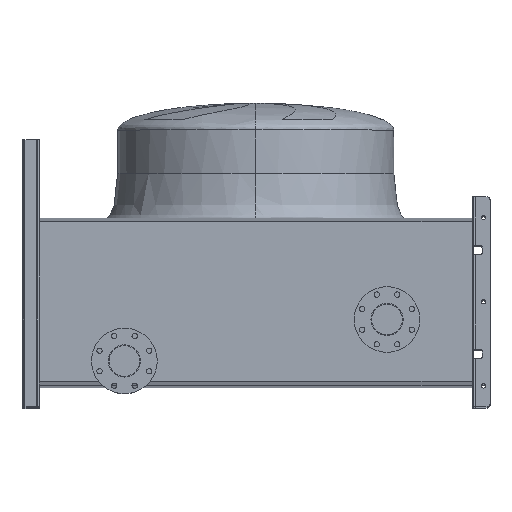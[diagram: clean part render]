
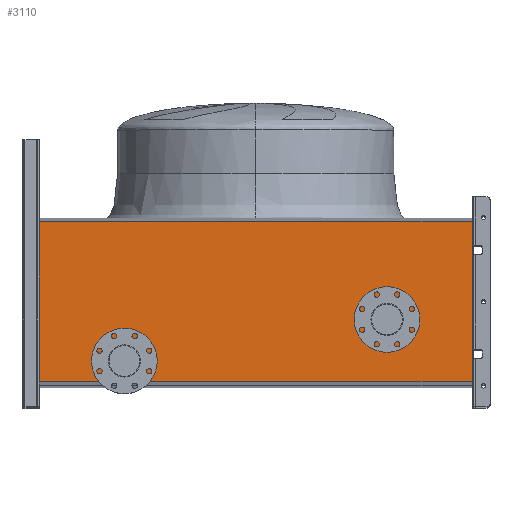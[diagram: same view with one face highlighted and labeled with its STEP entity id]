
A CAD part, top view. The second image highlights one B-rep face of the part: STEP entity #3110.
In plain terms, the highlighted planar face has unit normal (0, 0, 1).
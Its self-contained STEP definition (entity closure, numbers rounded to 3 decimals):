
#85 = CARTESIAN_POINT ( 'NONE',  ( 725., 12.578, 240. ) ) ;
#141 = EDGE_LOOP ( 'NONE', ( #9600, #1768, #12614, #245 ) ) ;
#245 = ORIENTED_EDGE ( 'NONE', *, *, #7960, .F. ) ;
#688 = DIRECTION ( 'NONE',  ( 0., 0., -1. ) ) ;
#689 = VECTOR ( 'NONE', #7849, 1000. ) ;
#832 = EDGE_CURVE ( 'NONE', #12098, #3983, #2253, .T. ) ;
#929 = DIRECTION ( 'NONE',  ( -1., 0., 0. ) ) ;
#1063 = FACE_BOUND ( 'NONE', #10538, .T. ) ;
#1174 = CARTESIAN_POINT ( 'NONE',  ( 440., 220., 240. ) ) ;
#1284 = LINE ( 'NONE', #4733, #689 ) ;
#1314 = LINE ( 'NONE', #85, #8786 ) ;
#1649 = EDGE_CURVE ( 'NONE', #7800, #14339, #1314, .T. ) ;
#1768 = ORIENTED_EDGE ( 'NONE', *, *, #12611, .T. ) ;
#1907 = CARTESIAN_POINT ( 'NONE',  ( -725., 12.578, 240. ) ) ;
#2107 = CARTESIAN_POINT ( 'NONE',  ( -440., 135., 240. ) ) ;
#2253 = CIRCLE ( 'NONE', #8775, 54. ) ;
#2758 = VECTOR ( 'NONE', #8397, 1000. ) ;
#2880 = EDGE_CURVE ( 'NONE', #7430, #3835, #14220, .T. ) ;
#3110 = ADVANCED_FACE ( 'NONE', ( #1063, #4296, #11121 ), #14338, .F. ) ;
#3156 = DIRECTION ( 'NONE',  ( -1., 0., 0. ) ) ;
#3195 = CARTESIAN_POINT ( 'NONE',  ( -440., 81., 240. ) ) ;
#3229 = DIRECTION ( 'NONE',  ( 0., -1., 0. ) ) ;
#3835 = VERTEX_POINT ( 'NONE', #9492 ) ;
#3983 = VERTEX_POINT ( 'NONE', #8899 ) ;
#4296 = FACE_OUTER_BOUND ( 'NONE', #141, .T. ) ;
#4733 = CARTESIAN_POINT ( 'NONE',  ( 1334.262, 547.422, 240. ) ) ;
#4863 = DIRECTION ( 'NONE',  ( 0., 0., -1. ) ) ;
#4919 = AXIS2_PLACEMENT_3D ( 'NONE', #3195, #13039, #5317 ) ;
#5004 = CARTESIAN_POINT ( 'NONE',  ( 440., 220., 240. ) ) ;
#5317 = DIRECTION ( 'NONE',  ( -1., 0., 0. ) ) ;
#5530 = DIRECTION ( 'NONE',  ( 0., 0., -1. ) ) ;
#5804 = ORIENTED_EDGE ( 'NONE', *, *, #11682, .T. ) ;
#6512 = DIRECTION ( 'NONE',  ( 0., 0., -1. ) ) ;
#6536 = CARTESIAN_POINT ( 'NONE',  ( 1334.262, 12.578, 240. ) ) ;
#6745 = CIRCLE ( 'NONE', #8841, 54. ) ;
#7430 = VERTEX_POINT ( 'NONE', #13763 ) ;
#7608 = DIRECTION ( 'NONE',  ( -1., 0., 0. ) ) ;
#7659 = AXIS2_PLACEMENT_3D ( 'NONE', #11044, #5530, #929 ) ;
#7800 = VERTEX_POINT ( 'NONE', #8191 ) ;
#7849 = DIRECTION ( 'NONE',  ( -1., 0., 0. ) ) ;
#7960 = EDGE_CURVE ( 'NONE', #14339, #3835, #13524, .T. ) ;
#8191 = CARTESIAN_POINT ( 'NONE',  ( 725., 547.422, 240. ) ) ;
#8397 = DIRECTION ( 'NONE',  ( 0., -1., 0. ) ) ;
#8775 = AXIS2_PLACEMENT_3D ( 'NONE', #5004, #4863, #10456 ) ;
#8786 = VECTOR ( 'NONE', #3229, 1000. ) ;
#8841 = AXIS2_PLACEMENT_3D ( 'NONE', #10812, #688, #7608 ) ;
#8899 = CARTESIAN_POINT ( 'NONE',  ( 440., 274., 240. ) ) ;
#8946 = CARTESIAN_POINT ( 'NONE',  ( -440., 27., 240. ) ) ;
#9072 = DIRECTION ( 'NONE',  ( -1., 0., 0. ) ) ;
#9096 = VERTEX_POINT ( 'NONE', #2107 ) ;
#9205 = EDGE_LOOP ( 'NONE', ( #5804, #13880 ) ) ;
#9492 = CARTESIAN_POINT ( 'NONE',  ( -725., 12.578, 240. ) ) ;
#9600 = ORIENTED_EDGE ( 'NONE', *, *, #1649, .F. ) ;
#9661 = EDGE_CURVE ( 'NONE', #9096, #13738, #6745, .T. ) ;
#9735 = VECTOR ( 'NONE', #9072, 1000. ) ;
#10024 = CIRCLE ( 'NONE', #4919, 54. ) ;
#10121 = ORIENTED_EDGE ( 'NONE', *, *, #9661, .T. ) ;
#10223 = CIRCLE ( 'NONE', #13734, 54. ) ;
#10456 = DIRECTION ( 'NONE',  ( -1., 0., 0. ) ) ;
#10538 = EDGE_LOOP ( 'NONE', ( #10121, #13160 ) ) ;
#10812 = CARTESIAN_POINT ( 'NONE',  ( -440., 81., 240. ) ) ;
#11044 = CARTESIAN_POINT ( 'NONE',  ( 1334.262, 12.578, 240. ) ) ;
#11121 = FACE_BOUND ( 'NONE', #9205, .T. ) ;
#11358 = CARTESIAN_POINT ( 'NONE',  ( 440., 166., 240. ) ) ;
#11380 = CARTESIAN_POINT ( 'NONE',  ( 725., 12.578, 240. ) ) ;
#11682 = EDGE_CURVE ( 'NONE', #3983, #12098, #10223, .T. ) ;
#12098 = VERTEX_POINT ( 'NONE', #11358 ) ;
#12611 = EDGE_CURVE ( 'NONE', #7800, #7430, #1284, .T. ) ;
#12614 = ORIENTED_EDGE ( 'NONE', *, *, #2880, .T. ) ;
#13039 = DIRECTION ( 'NONE',  ( 0., 0., -1. ) ) ;
#13160 = ORIENTED_EDGE ( 'NONE', *, *, #13474, .T. ) ;
#13474 = EDGE_CURVE ( 'NONE', #13738, #9096, #10024, .T. ) ;
#13524 = LINE ( 'NONE', #6536, #9735 ) ;
#13734 = AXIS2_PLACEMENT_3D ( 'NONE', #1174, #6512, #3156 ) ;
#13738 = VERTEX_POINT ( 'NONE', #8946 ) ;
#13763 = CARTESIAN_POINT ( 'NONE',  ( -725., 547.422, 240. ) ) ;
#13880 = ORIENTED_EDGE ( 'NONE', *, *, #832, .T. ) ;
#14220 = LINE ( 'NONE', #1907, #2758 ) ;
#14338 = PLANE ( 'NONE',  #7659 ) ;
#14339 = VERTEX_POINT ( 'NONE', #11380 ) ;
